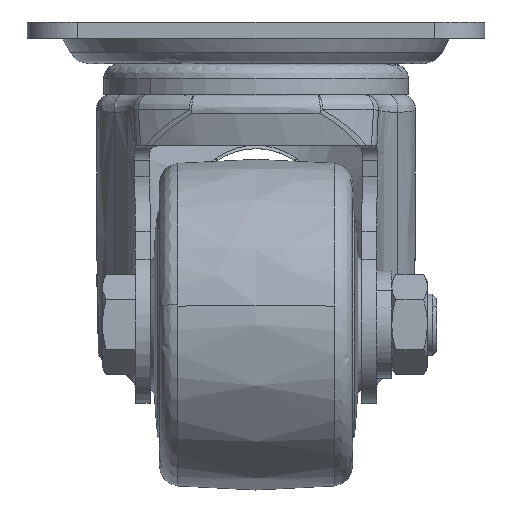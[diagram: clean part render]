
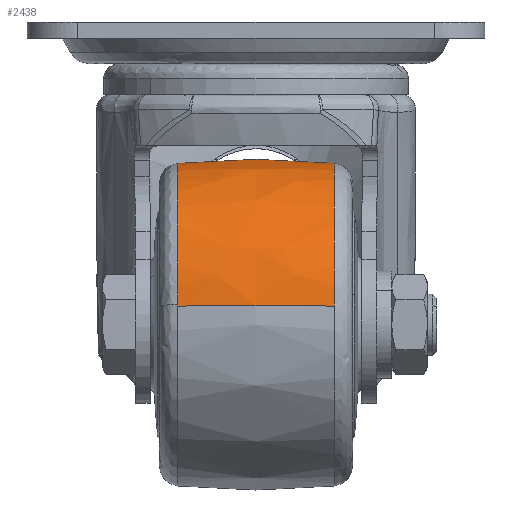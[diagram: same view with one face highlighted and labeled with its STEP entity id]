
A CAD part, left-side view. The second image highlights one B-rep face of the part: STEP entity #2438.
In plain terms, the highlighted free-form (B-spline) face has degree [2, 2] with [3, 3] control points.
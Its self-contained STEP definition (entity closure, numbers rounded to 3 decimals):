
#1629=CARTESIAN_POINT('',(-31.456,15.411,-55.526));
#1630=VERTEX_POINT('',#1629);
#1642=CARTESIAN_POINT('',(0.0,15.411,-27.794));
#1643=VERTEX_POINT('',#1642);
#1644=CARTESIAN_POINT('',(0.0,15.411,-27.794));
#1645=CARTESIAN_POINT('',(-1.551,15.411,-27.794));
#1646=CARTESIAN_POINT('',(-4.534,15.411,-28.013));
#1647=CARTESIAN_POINT('',(-8.858,15.411,-28.955));
#1648=CARTESIAN_POINT('',(-13.015,15.411,-30.472));
#1649=CARTESIAN_POINT('',(-17.657,15.411,-32.955));
#1650=CARTESIAN_POINT('',(-22.166,15.411,-36.54));
#1651=CARTESIAN_POINT('',(-25.8,15.411,-40.842));
#1652=CARTESIAN_POINT('',(-28.52,15.411,-45.346));
#1653=CARTESIAN_POINT('',(-30.457,15.411,-50.12));
#1654=CARTESIAN_POINT('',(-31.232,15.411,-53.75));
#1655=CARTESIAN_POINT('',(-31.456,15.411,-55.526));
#1656=B_SPLINE_CURVE_WITH_KNOTS('',3,(#1644,#1645,#1646,#1647,#1648,#1649,#1650,#1651,#1652,#1653,#1654,#1655),.UNSPECIFIED.,.F.,.U.,(4,1,1,1,1,1,1,1,1,4),(0.,4.654,8.949,13.245,17.898,24.7,30.427,34.723,40.451,45.82),.UNSPECIFIED.);
#1657=EDGE_CURVE('',#1643,#1630,#1656,.T.);
#1749=CARTESIAN_POINT('',(-31.494,15.411,-55.839));
#1750=VERTEX_POINT('',#1749);
#1767=CARTESIAN_POINT('',(-31.456,15.411,-55.526));
#1768=CARTESIAN_POINT('',(-31.494,15.411,-55.839));
#1769=QUASI_UNIFORM_CURVE('',1,(#1767,#1768),.UNSPECIFIED.,.F.,.U.);
#1770=EDGE_CURVE('',#1630,#1750,#1769,.T.);
#1977=CARTESIAN_POINT('',(0.0,-15.411,-27.794));
#1978=VERTEX_POINT('',#1977);
#1995=CARTESIAN_POINT('',(-31.494,-15.411,-55.839));
#1996=VERTEX_POINT('',#1995);
#1997=CARTESIAN_POINT('',(0.0,-15.411,-27.794));
#1998=CARTESIAN_POINT('',(-2.042,-15.411,-27.793));
#1999=CARTESIAN_POINT('',(-5.166,-15.411,-28.097));
#2000=CARTESIAN_POINT('',(-9.602,-15.411,-29.203));
#2001=CARTESIAN_POINT('',(-14.216,-15.411,-30.959));
#2002=CARTESIAN_POINT('',(-19.074,-15.411,-33.909));
#2003=CARTESIAN_POINT('',(-23.596,-15.411,-38.076));
#2004=CARTESIAN_POINT('',(-26.589,-15.411,-42.014));
#2005=CARTESIAN_POINT('',(-28.907,-15.411,-46.233));
#2006=CARTESIAN_POINT('',(-30.588,-15.411,-50.623));
#2007=CARTESIAN_POINT('',(-31.286,-15.411,-54.049));
#2008=CARTESIAN_POINT('',(-31.494,-15.411,-55.839));
#2009=B_SPLINE_CURVE_WITH_KNOTS('',3,(#1997,#1998,#1999,#2000,#2001,#2002,#2003,#2004,#2005,#2006,#2007,#2008),.UNSPECIFIED.,.F.,.U.,(4,1,1,1,1,1,1,1,1,4),(0.,6.127,9.371,13.696,20.905,26.311,32.078,35.683,40.729,46.135),.UNSPECIFIED.);
#2010=EDGE_CURVE('',#1978,#1996,#2009,.T.);
#2393=CARTESIAN_POINT('',(0.0,-15.411,-27.794));
#2394=CARTESIAN_POINT('',(0.0,-5.173,-26.736));
#2395=CARTESIAN_POINT('',(0.0,5.173,-26.735));
#2396=CARTESIAN_POINT('',(0.0,15.411,-27.794));
#2397=B_SPLINE_CURVE_WITH_KNOTS('',3,(#2393,#2394,#2395,#2396),.UNSPECIFIED.,.F.,.U.,(4,4),(0.,30.876),.UNSPECIFIED.);
#2398=EDGE_CURVE('',#1978,#1643,#2397,.T.);
#2404=CARTESIAN_POINT('',(-31.494,-15.411,-55.839));
#2405=CARTESIAN_POINT('',(-32.546,-5.173,-55.717));
#2406=CARTESIAN_POINT('',(-32.545,5.173,-55.717));
#2407=CARTESIAN_POINT('',(-31.494,15.411,-55.839));
#2408=B_SPLINE_CURVE_WITH_KNOTS('',3,(#2404,#2405,#2406,#2407),.UNSPECIFIED.,.F.,.U.,(4,4),(0.,30.876),.UNSPECIFIED.);
#2409=EDGE_CURVE('',#1996,#1750,#2408,.T.);
#2414=CARTESIAN_POINT('',(0.0,-16.941,-27.96));
#2415=CARTESIAN_POINT('',(0.0,0.,-26.034));
#2416=CARTESIAN_POINT('',(0.0,16.941,-27.96));
#2417=CARTESIAN_POINT('',(-28.086,-16.941,-27.96));
#2418=CARTESIAN_POINT('',(-29.801,0.,-26.034));
#2419=CARTESIAN_POINT('',(-28.086,16.941,-27.96));
#2420=CARTESIAN_POINT('',(-31.329,-16.941,-55.858));
#2421=CARTESIAN_POINT('',(-33.242,0.,-55.636));
#2422=CARTESIAN_POINT('',(-31.329,16.941,-55.858));
#2430=(BOUNDED_SURFACE()B_SPLINE_SURFACE(2,2,((#2414,#2417,#2420),(#2415,#2418,#2421),(#2416,#2419,#2422)),.UNSPECIFIED.,.F.,.F.,.U.)B_SPLINE_SURFACE_WITH_KNOTS((3,3),(3,3),(0.0,33.991),(0.0,49.486),.UNSPECIFIED.)GEOMETRIC_REPRESENTATION_ITEM()RATIONAL_B_SPLINE_SURFACE(((0.895,0.653,0.856),(0.889,0.649,0.85),(0.895,0.653,0.856)))REPRESENTATION_ITEM('')SURFACE());
#2431=ORIENTED_EDGE('',*,*,#1657,.T.);
#2432=ORIENTED_EDGE('',*,*,#1770,.T.);
#2433=ORIENTED_EDGE('',*,*,#2409,.F.);
#2434=ORIENTED_EDGE('',*,*,#2010,.F.);
#2435=ORIENTED_EDGE('',*,*,#2398,.T.);
#2436=EDGE_LOOP('',(#2431,#2432,#2433,#2434,#2435));
#2437=FACE_OUTER_BOUND('',#2436,.T.);
#2438=ADVANCED_FACE('',(#2437),#2430,.T.);
